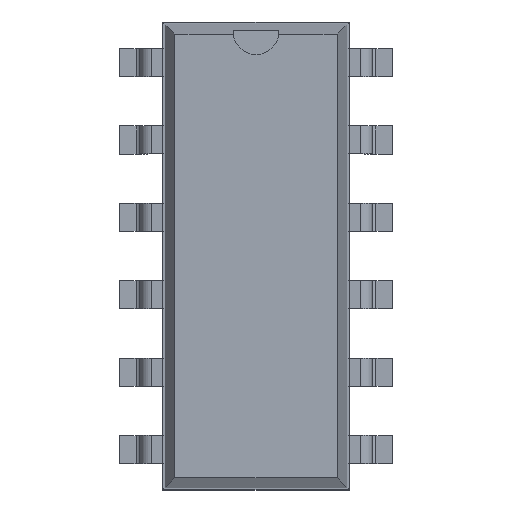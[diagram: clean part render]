
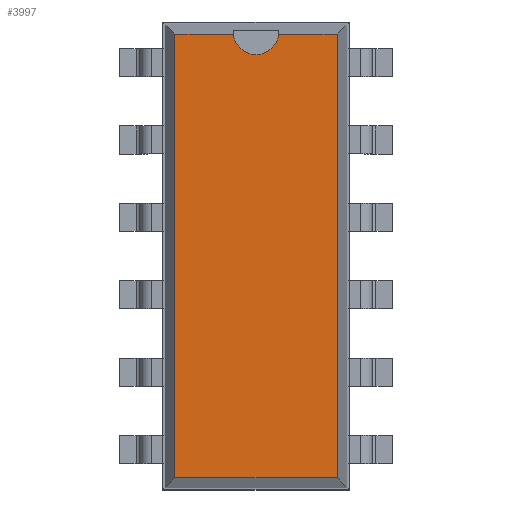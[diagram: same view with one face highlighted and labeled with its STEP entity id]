
A CAD part, top view. The second image highlights one B-rep face of the part: STEP entity #3997.
In plain terms, the highlighted planar face has unit normal (0, 0, 1).
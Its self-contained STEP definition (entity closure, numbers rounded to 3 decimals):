
#27=VECTOR('',#28,1.);
#28=DIRECTION('',(0.,1.,0.));
#34=VECTOR('',#35,1.);
#35=DIRECTION('',(-1.,0.,0.));
#41=VECTOR('',#42,1.);
#42=DIRECTION('',(0.,-1.,0.));
#46=VECTOR('',#47,1.);
#47=DIRECTION('',(1.,0.,0.));
#50=DIRECTION('',(0.,0.,-1.));
#866=DIRECTION('',(0.,0.,-1.));
#2707=VERTEX_POINT('',#2708);
#2708=CARTESIAN_POINT('',(2.661,7.281,3.68));
#2710=ORIENTED_EDGE('',*,*,#2711,.F.);
#2711=EDGE_CURVE('',#2712,#2707,#2714,.T.);
#2712=VERTEX_POINT('',#2713);
#2713=CARTESIAN_POINT('',(2.661,-7.281,3.68));
#2714=LINE('',#2713,#27);
#3323=VERTEX_POINT('',#3324);
#3324=CARTESIAN_POINT('',(-2.661,7.281,3.68));
#3326=ORIENTED_EDGE('',*,*,#3327,.F.);
#3327=EDGE_CURVE('',#3328,#3323,#3330,.T.);
#3328=VERTEX_POINT('',#3329);
#3329=CARTESIAN_POINT('',(-0.746,7.281,3.68));
#3330=LINE('',#2708,#34);
#3349=VERTEX_POINT('',#3350);
#3350=CARTESIAN_POINT('',(0.746,7.281,3.68));
#3356=ORIENTED_EDGE('',*,*,#3357,.F.);
#3357=EDGE_CURVE('',#2707,#3349,#3330,.T.);
#3383=VERTEX_POINT('',#3384);
#3384=CARTESIAN_POINT('',(-2.661,-7.281,3.68));
#3386=ORIENTED_EDGE('',*,*,#3387,.F.);
#3387=EDGE_CURVE('',#3323,#3383,#3388,.T.);
#3388=LINE('',#3324,#41);
#3992=ORIENTED_EDGE('',*,*,#3993,.F.);
#3993=EDGE_CURVE('',#3383,#2712,#3994,.T.);
#3994=LINE('',#3384,#46);
#3997=ADVANCED_FACE('',(#3998),#4009,.F.);
#3998=FACE_BOUND('',#3999,.F.);
#3999=EDGE_LOOP('',(#2710,#3992,#3386,#3326,#4000,#4007,#3356));
#4000=ORIENTED_EDGE('',*,*,#4001,.F.);
#4001=EDGE_CURVE('',#4002,#3328,#4004,.T.);
#4002=VERTEX_POINT('',#4003);
#4003=CARTESIAN_POINT('',(0.,6.606,3.68));
#4004=CIRCLE('',#4005,0.75);
#4005=AXIS2_PLACEMENT_3D('',#4006,#866,#42);
#4006=CARTESIAN_POINT('',(0.,7.356,3.68));
#4007=ORIENTED_EDGE('',*,*,#4008,.F.);
#4008=EDGE_CURVE('',#3349,#4002,#4004,.T.);
#4009=PLANE('',#4010);
#4010=AXIS2_PLACEMENT_3D('',#2713,#50,#4011);
#4011=DIRECTION('',(-0.343,0.939,0.));
